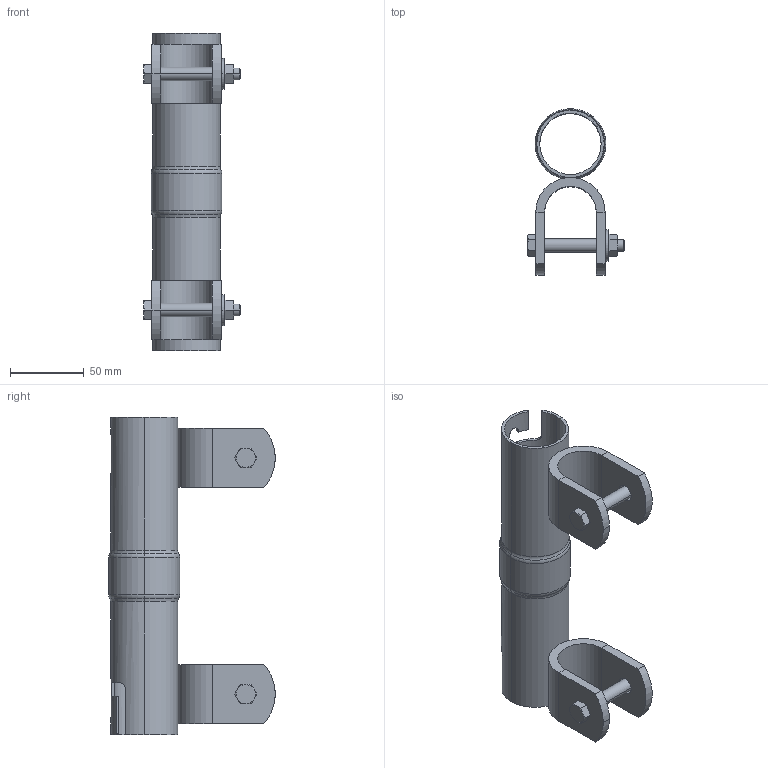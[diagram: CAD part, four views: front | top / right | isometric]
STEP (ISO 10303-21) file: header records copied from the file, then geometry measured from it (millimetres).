
FILE_DESCRIPTION (( 'STEP AP203' ), '1' );
FILE_NAME ('0528180100.STEP', '2024-07-03T06:38:32', ( '' ), ( '' ), 'SwSTEP 2.0', 'SolidWorks 2022', '' );
FILE_SCHEMA (( 'CONFIG_CONTROL_DESIGN' ));
Length unit declared in the file: metre
Products named in the file (1): 0528180100
Bounding box: 65.5 x 112.8 x 215 mm (x, y, z)
Volume: 135286.6 mm3; surface area: 92588.1 mm2
Topology: 9 solids, 9 shells, 212 faces, 476 edges, 282 vertices
Faces by surface type: plane 74, cylinder 60, cone 54, torus 24
Entity records: 6515 total; most frequent: CARTESIAN_POINT 1763, DIRECTION 1000, ORIENTED_EDGE 952, EDGE_CURVE 476, AXIS2_PLACEMENT_3D 415, VERTEX_POINT 282, EDGE_LOOP 230, FACE_OUTER_BOUND 212
